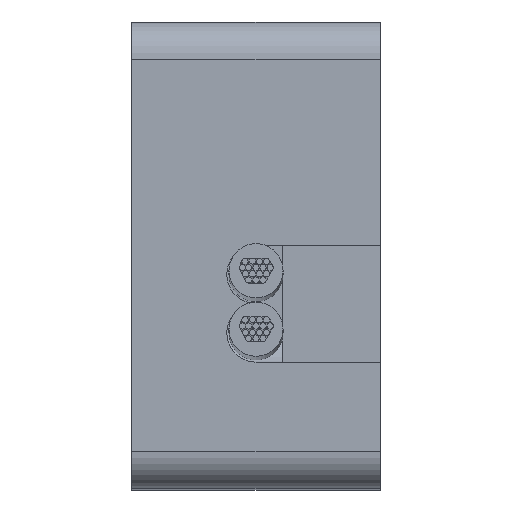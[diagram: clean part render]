
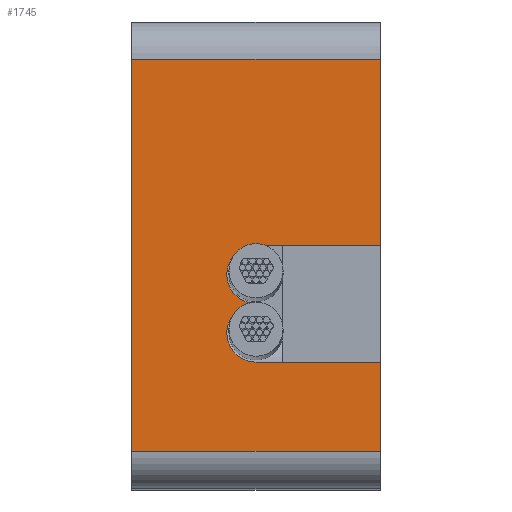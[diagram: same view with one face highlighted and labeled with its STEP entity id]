
A CAD part, top view. The second image highlights one B-rep face of the part: STEP entity #1745.
In plain terms, the highlighted face is planar.
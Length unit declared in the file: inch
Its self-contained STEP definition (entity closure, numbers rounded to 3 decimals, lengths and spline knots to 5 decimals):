
#44=DIRECTION('',(0.,1.,0.));
#45=VECTOR('',#44,0.63);
#46=CARTESIAN_POINT('',(-0.2,-0.315,-0.75));
#47=LINE('',#46,#45);
#113=DIRECTION('',(0.,1.,0.));
#114=VECTOR('',#113,0.299);
#115=CARTESIAN_POINT('',(0.2,-0.315,-0.75));
#116=LINE('',#115,#114);
#149=DIRECTION('',(0.,1.,0.));
#150=VECTOR('',#149,0.143);
#151=CARTESIAN_POINT('',(0.2,0.172,-0.75));
#152=LINE('',#151,#150);
#165=CARTESIAN_POINT('',(0.,0.031,-0.75));
#166=DIRECTION('',(0.,0.,-1.));
#167=DIRECTION('',(0.,-1.,0.));
#168=AXIS2_PLACEMENT_3D('',#165,#166,#167);
#170=CARTESIAN_POINT('',(0.,0.125,-0.75));
#171=DIRECTION('',(0.,0.,-1.));
#172=DIRECTION('',(0.,-1.,0.));
#173=AXIS2_PLACEMENT_3D('',#170,#171,#172);
#175=DIRECTION('',(-1.,0.,0.));
#176=VECTOR('',#175,0.2);
#177=CARTESIAN_POINT('',(0.2,0.172,-0.75));
#178=LINE('',#177,#176);
#179=DIRECTION('',(-1.,0.,0.));
#180=VECTOR('',#179,0.4);
#181=CARTESIAN_POINT('',(0.2,0.315,-0.75));
#182=LINE('',#181,#180);
#183=DIRECTION('',(-1.,0.,0.));
#184=VECTOR('',#183,0.4);
#185=CARTESIAN_POINT('',(0.2,-0.315,-0.75));
#186=LINE('',#185,#184);
#187=DIRECTION('',(-1.,0.,0.));
#188=VECTOR('',#187,0.2);
#189=CARTESIAN_POINT('',(0.2,-0.016,-0.75));
#190=LINE('',#189,#188);
#1271=CARTESIAN_POINT('',(-0.2,-0.315,-0.75));
#1273=VERTEX_POINT('',#1271);
#1277=CARTESIAN_POINT('',(0.2,-0.315,-0.75));
#1278=VERTEX_POINT('',#1277);
#1280=CARTESIAN_POINT('',(-0.2,0.315,-0.75));
#1282=VERTEX_POINT('',#1280);
#1283=CARTESIAN_POINT('',(0.2,0.315,-0.75));
#1284=VERTEX_POINT('',#1283);
#1544=CARTESIAN_POINT('',(0.2,0.172,-0.75));
#1546=VERTEX_POINT('',#1544);
#1548=CARTESIAN_POINT('',(0.2,-0.016,-0.75));
#1550=VERTEX_POINT('',#1548);
#1551=CARTESIAN_POINT('',(0.,-0.016,-0.75));
#1552=CARTESIAN_POINT('',(0.,0.078,-0.75));
#1553=VERTEX_POINT('',#1551);
#1554=VERTEX_POINT('',#1552);
#1555=CARTESIAN_POINT('',(0.,0.172,-0.75));
#1556=VERTEX_POINT('',#1555);
#1724=CARTESIAN_POINT('',(-0.2,-0.375,-0.75));
#1725=DIRECTION('',(0.,0.,-1.));
#1726=DIRECTION('',(0.,1.,0.));
#1727=AXIS2_PLACEMENT_3D('',#1724,#1725,#1726);
#1728=PLANE('',#1727);
#1730=ORIENTED_EDGE('',*,*,#1729,.T.);
#1732=ORIENTED_EDGE('',*,*,#1731,.T.);
#1733=ORIENTED_EDGE('',*,*,#1715,.F.);
#1734=ORIENTED_EDGE('',*,*,#1668,.T.);
#1736=ORIENTED_EDGE('',*,*,#1735,.T.);
#1737=ORIENTED_EDGE('',*,*,#1578,.F.);
#1739=ORIENTED_EDGE('',*,*,#1738,.F.);
#1740=ORIENTED_EDGE('',*,*,#1652,.T.);
#1742=ORIENTED_EDGE('',*,*,#1741,.T.);
#1743=EDGE_LOOP('',(#1730,#1732,#1733,#1734,#1736,#1737,#1739,#1740,#1742));
#1744=FACE_OUTER_BOUND('',#1743,.F.);
#1745=ADVANCED_FACE('',(#1744),#1728,.T.);
#169=CIRCLE('',#168,0.047);
#174=CIRCLE('',#173,0.047);
#1578=EDGE_CURVE('',#1273,#1282,#47,.T.);
#1652=EDGE_CURVE('',#1278,#1550,#116,.T.);
#1668=EDGE_CURVE('',#1546,#1284,#152,.T.);
#1715=EDGE_CURVE('',#1546,#1556,#178,.T.);
#1729=EDGE_CURVE('',#1553,#1554,#169,.T.);
#1731=EDGE_CURVE('',#1554,#1556,#174,.T.);
#1735=EDGE_CURVE('',#1284,#1282,#182,.T.);
#1738=EDGE_CURVE('',#1278,#1273,#186,.T.);
#1741=EDGE_CURVE('',#1550,#1553,#190,.T.);
